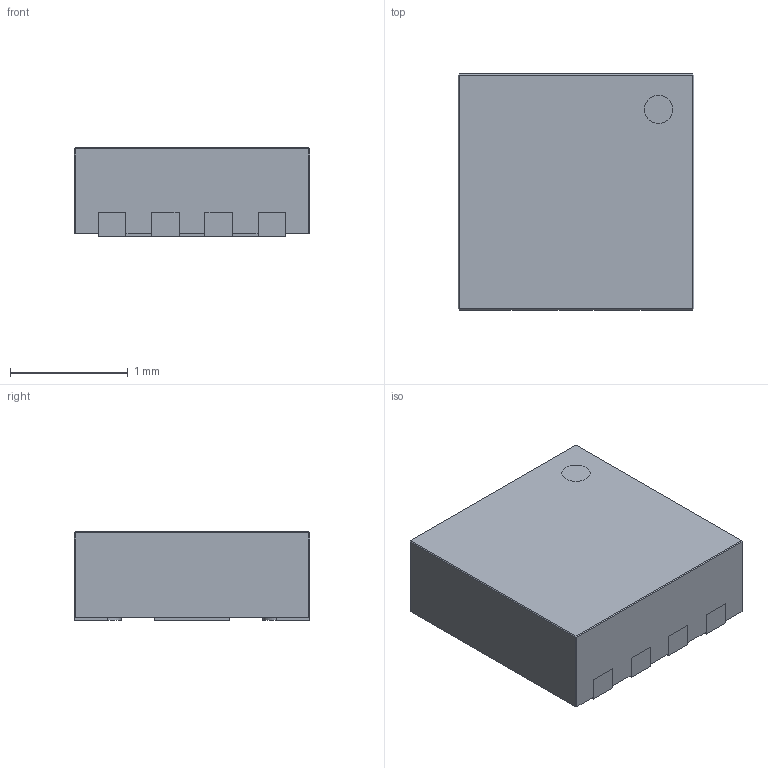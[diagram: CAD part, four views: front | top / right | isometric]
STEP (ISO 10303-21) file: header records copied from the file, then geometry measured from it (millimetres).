
FILE_DESCRIPTION(('FreeCAD Model'),'2;1');
FILE_NAME('Open CASCADE Shape Model','2025-11-10T11:35:37',(''),(''), 'Open CASCADE STEP processor 7.8','FreeCAD','Unknown');
FILE_SCHEMA(('AUTOMOTIVE_DESIGN { 1 0 10303 214 1 1 1 1 }'));
Length unit declared in the file: millimetre
Products named in the file (12): 82649A41-96B1-4555-9A83-D563D4E18894; 82649A41-96B1-4555-9A83-D563D4E18883; 82649A41-96B1-4555-9A83-D563D4E18884; 82649A41-96B1-4555-9A83-D563D4E18885; 82649A41-96B1-4555-9A83-D563D4E18886; 82649A41-96B1-4555-9A83-D563D4E18887; 82649A41-96B1-4555-9A83-D563D4E18888; 82649A41-96B1-4555-9A83-D563D4E18889; 82649A41-96B1-4555-9A83-D563D4E18890; 82649A41-96B1-4555-9A83-D563D4E18891; 82649A41-96B1-4555-9A83-D563D4E18892; 82649A41-96B1-4555-9A83-D563D4E18893
Assembly tree (11 placements, depth 2):
  82649A41-96B1-4555-9A83-D563D4E18894
    82649A41-96B1-4555-9A83-D563D4E18883
    82649A41-96B1-4555-9A83-D563D4E18884
    82649A41-96B1-4555-9A83-D563D4E18885
    82649A41-96B1-4555-9A83-D563D4E18886
    82649A41-96B1-4555-9A83-D563D4E18887
    82649A41-96B1-4555-9A83-D563D4E18888
    82649A41-96B1-4555-9A83-D563D4E18889
    82649A41-96B1-4555-9A83-D563D4E18890
    82649A41-96B1-4555-9A83-D563D4E18891
    82649A41-96B1-4555-9A83-D563D4E18892
    82649A41-96B1-4555-9A83-D563D4E18893
Bounding box: 2 x 2 x 0.75 mm (x, y, z)
Volume: 3 mm3; surface area: 21.4 mm2
Topology: 11 solids, 11 shells, 118 faces, 270 edges, 176 vertices
Faces by surface type: plane 98, cylinder 20
Entity records: 3600 total; most frequent: CARTESIAN_POINT 576, DIRECTION 570, ORIENTED_EDGE 540, EDGE_CURVE 270, LINE 230, VECTOR 230, VERTEX_POINT 176, AXIS2_PLACEMENT_3D 170
